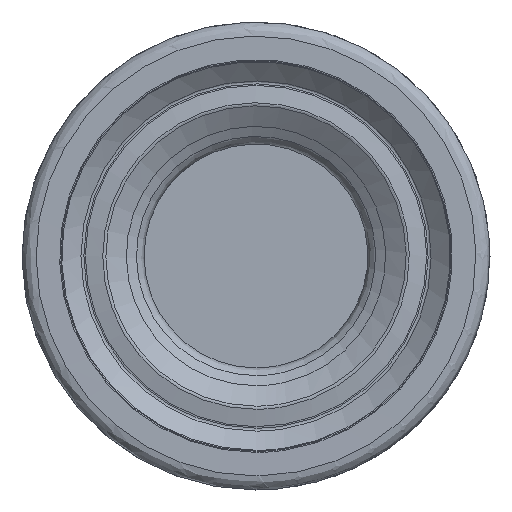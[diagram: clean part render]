
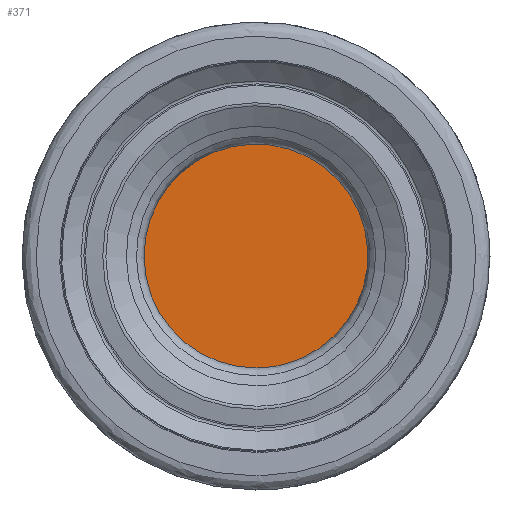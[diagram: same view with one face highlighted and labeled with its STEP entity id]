
A CAD part, left-side view. The second image highlights one B-rep face of the part: STEP entity #371.
In plain terms, the highlighted planar face has unit normal (-1, 0, 0).
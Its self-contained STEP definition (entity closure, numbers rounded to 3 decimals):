
#371=ADVANCED_FACE('',(#420),#416,.F.);
#416=PLANE('',#732);
#420=FACE_OUTER_BOUND('',#422,.T.);
#422=EDGE_LOOP('',(#510));
#510=ORIENTED_EDGE('',*,*,#642,.T.);
#598=VERTEX_POINT('',#1000);
#642=EDGE_CURVE('',#598,#598,#686,.T.);
#686=CIRCLE('',#731,6.914);
#731=AXIS2_PLACEMENT_3D('',#999,#808,#809);
#732=AXIS2_PLACEMENT_3D('',#1001,#810,#811);
#808=DIRECTION('',(-1.,0.,0.));
#809=DIRECTION('',(0.,0.,1.));
#810=DIRECTION('',(1.,0.,0.));
#811=DIRECTION('',(0.,0.,-1.));
#999=CARTESIAN_POINT('',(2.5,0.,0.));
#1000=CARTESIAN_POINT('',(2.5,0.,6.914));
#1001=CARTESIAN_POINT('',(2.5,0.,0.));
